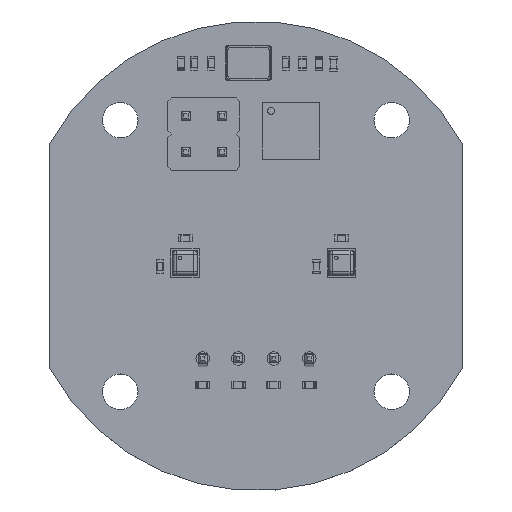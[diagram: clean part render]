
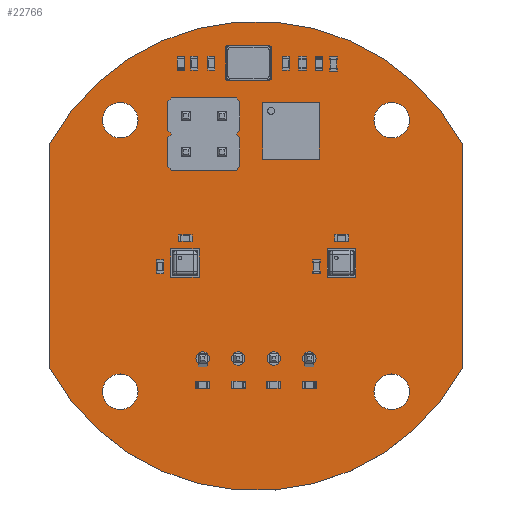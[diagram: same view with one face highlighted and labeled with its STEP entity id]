
A CAD part, top view. The second image highlights one B-rep face of the part: STEP entity #22766.
In plain terms, the highlighted planar face has unit normal (0, 0, 1).
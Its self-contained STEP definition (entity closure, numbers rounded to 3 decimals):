
#22519 = VERTEX_POINT('',#22520);
#22520 = CARTESIAN_POINT('',(122.,-88.62,1.6));
#22526 = EDGE_CURVE('',#22519,#22527,#22529,.T.);
#22527 = VERTEX_POINT('',#22528);
#22528 = CARTESIAN_POINT('',(151.,-88.62,1.6));
#22529 = CIRCLE('',#22530,16.498);
#22530 = AXIS2_PLACEMENT_3D('',#22531,#22532,#22533);
#22531 = CARTESIAN_POINT('',(136.5,-96.49,1.6));
#22532 = DIRECTION('',(0.,0.,-1.));
#22533 = DIRECTION('',(-0.879,0.477,0.));
#22561 = VERTEX_POINT('',#22562);
#22562 = CARTESIAN_POINT('',(122.,-104.381,1.6));
#22568 = EDGE_CURVE('',#22561,#22519,#22569,.T.);
#22569 = LINE('',#22570,#22571);
#22570 = CARTESIAN_POINT('',(122.,-104.381,1.6));
#22571 = VECTOR('',#22572,1.);
#22572 = DIRECTION('',(0.,1.,0.));
#22590 = EDGE_CURVE('',#22527,#22591,#22593,.T.);
#22591 = VERTEX_POINT('',#22592);
#22592 = CARTESIAN_POINT('',(150.998,-104.385,1.6));
#22593 = LINE('',#22594,#22595);
#22594 = CARTESIAN_POINT('',(151.,-88.62,1.6));
#22595 = VECTOR('',#22596,1.);
#22596 = DIRECTION('',(0.,-1.,0.));
#22766 = ADVANCED_FACE('',(#22767,#22779,#22790,#22801,#22812,#22823,
    #22834,#22845,#22856,#22867,#22878,#22889,#22900),#22911,.T.);
#22767 = FACE_BOUND('',#22768,.T.);
#22768 = EDGE_LOOP('',(#22769,#22770,#22771,#22778));
#22769 = ORIENTED_EDGE('',*,*,#22526,.F.);
#22770 = ORIENTED_EDGE('',*,*,#22568,.F.);
#22771 = ORIENTED_EDGE('',*,*,#22772,.F.);
#22772 = EDGE_CURVE('',#22591,#22561,#22773,.T.);
#22773 = CIRCLE('',#22774,16.5);
#22774 = AXIS2_PLACEMENT_3D('',#22775,#22776,#22777);
#22775 = CARTESIAN_POINT('',(136.5,-96.506,1.6));
#22776 = DIRECTION('',(-0.,0.,-1.));
#22777 = DIRECTION('',(0.879,-0.477,-0.));
#22778 = ORIENTED_EDGE('',*,*,#22590,.F.);
#22779 = FACE_BOUND('',#22780,.T.);
#22780 = EDGE_LOOP('',(#22781));
#22781 = ORIENTED_EDGE('',*,*,#22782,.T.);
#22782 = EDGE_CURVE('',#22783,#22783,#22785,.T.);
#22783 = VERTEX_POINT('',#22784);
#22784 = CARTESIAN_POINT('',(126.954,-107.296,1.6));
#22785 = CIRCLE('',#22786,1.25);
#22786 = AXIS2_PLACEMENT_3D('',#22787,#22788,#22789);
#22787 = CARTESIAN_POINT('',(126.954,-106.046,1.6));
#22788 = DIRECTION('',(-0.,0.,-1.));
#22789 = DIRECTION('',(-0.,-1.,0.));
#22790 = FACE_BOUND('',#22791,.T.);
#22791 = EDGE_LOOP('',(#22792));
#22792 = ORIENTED_EDGE('',*,*,#22793,.T.);
#22793 = EDGE_CURVE('',#22794,#22794,#22796,.T.);
#22794 = VERTEX_POINT('',#22795);
#22795 = CARTESIAN_POINT('',(132.75,-104.175,1.6));
#22796 = CIRCLE('',#22797,0.475);
#22797 = AXIS2_PLACEMENT_3D('',#22798,#22799,#22800);
#22798 = CARTESIAN_POINT('',(132.75,-103.7,1.6));
#22799 = DIRECTION('',(-0.,0.,-1.));
#22800 = DIRECTION('',(-0.,-1.,0.));
#22801 = FACE_BOUND('',#22802,.T.);
#22802 = EDGE_LOOP('',(#22803));
#22803 = ORIENTED_EDGE('',*,*,#22804,.T.);
#22804 = EDGE_CURVE('',#22805,#22805,#22807,.T.);
#22805 = VERTEX_POINT('',#22806);
#22806 = CARTESIAN_POINT('',(135.25,-104.175,1.6));
#22807 = CIRCLE('',#22808,0.475);
#22808 = AXIS2_PLACEMENT_3D('',#22809,#22810,#22811);
#22809 = CARTESIAN_POINT('',(135.25,-103.7,1.6));
#22810 = DIRECTION('',(-0.,0.,-1.));
#22811 = DIRECTION('',(-0.,-1.,0.));
#22812 = FACE_BOUND('',#22813,.T.);
#22813 = EDGE_LOOP('',(#22814));
#22814 = ORIENTED_EDGE('',*,*,#22815,.T.);
#22815 = EDGE_CURVE('',#22816,#22816,#22818,.T.);
#22816 = VERTEX_POINT('',#22817);
#22817 = CARTESIAN_POINT('',(137.75,-104.175,1.6));
#22818 = CIRCLE('',#22819,0.475);
#22819 = AXIS2_PLACEMENT_3D('',#22820,#22821,#22822);
#22820 = CARTESIAN_POINT('',(137.75,-103.7,1.6));
#22821 = DIRECTION('',(-0.,0.,-1.));
#22822 = DIRECTION('',(-0.,-1.,0.));
#22823 = FACE_BOUND('',#22824,.T.);
#22824 = EDGE_LOOP('',(#22825));
#22825 = ORIENTED_EDGE('',*,*,#22826,.T.);
#22826 = EDGE_CURVE('',#22827,#22827,#22829,.T.);
#22827 = VERTEX_POINT('',#22828);
#22828 = CARTESIAN_POINT('',(140.25,-104.175,1.6));
#22829 = CIRCLE('',#22830,0.475);
#22830 = AXIS2_PLACEMENT_3D('',#22831,#22832,#22833);
#22831 = CARTESIAN_POINT('',(140.25,-103.7,1.6));
#22832 = DIRECTION('',(-0.,0.,-1.));
#22833 = DIRECTION('',(-0.,-1.,0.));
#22834 = FACE_BOUND('',#22835,.T.);
#22835 = EDGE_LOOP('',(#22836));
#22836 = ORIENTED_EDGE('',*,*,#22837,.T.);
#22837 = EDGE_CURVE('',#22838,#22838,#22840,.T.);
#22838 = VERTEX_POINT('',#22839);
#22839 = CARTESIAN_POINT('',(146.046,-107.296,1.6));
#22840 = CIRCLE('',#22841,1.25);
#22841 = AXIS2_PLACEMENT_3D('',#22842,#22843,#22844);
#22842 = CARTESIAN_POINT('',(146.046,-106.046,1.6));
#22843 = DIRECTION('',(-0.,0.,-1.));
#22844 = DIRECTION('',(-0.,-1.,0.));
#22845 = FACE_BOUND('',#22846,.T.);
#22846 = EDGE_LOOP('',(#22847));
#22847 = ORIENTED_EDGE('',*,*,#22848,.T.);
#22848 = EDGE_CURVE('',#22849,#22849,#22851,.T.);
#22849 = VERTEX_POINT('',#22850);
#22850 = CARTESIAN_POINT('',(126.954,-88.204,1.6));
#22851 = CIRCLE('',#22852,1.25);
#22852 = AXIS2_PLACEMENT_3D('',#22853,#22854,#22855);
#22853 = CARTESIAN_POINT('',(126.954,-86.954,1.6));
#22854 = DIRECTION('',(-0.,0.,-1.));
#22855 = DIRECTION('',(-0.,-1.,0.));
#22856 = FACE_BOUND('',#22857,.T.);
#22857 = EDGE_LOOP('',(#22858));
#22858 = ORIENTED_EDGE('',*,*,#22859,.T.);
#22859 = EDGE_CURVE('',#22860,#22860,#22862,.T.);
#22860 = VERTEX_POINT('',#22861);
#22861 = CARTESIAN_POINT('',(131.56,-89.7,1.6));
#22862 = CIRCLE('',#22863,0.5);
#22863 = AXIS2_PLACEMENT_3D('',#22864,#22865,#22866);
#22864 = CARTESIAN_POINT('',(131.56,-89.2,1.6));
#22865 = DIRECTION('',(-0.,0.,-1.));
#22866 = DIRECTION('',(-0.,-1.,0.));
#22867 = FACE_BOUND('',#22868,.T.);
#22868 = EDGE_LOOP('',(#22869));
#22869 = ORIENTED_EDGE('',*,*,#22870,.T.);
#22870 = EDGE_CURVE('',#22871,#22871,#22873,.T.);
#22871 = VERTEX_POINT('',#22872);
#22872 = CARTESIAN_POINT('',(134.1,-89.7,1.6));
#22873 = CIRCLE('',#22874,0.5);
#22874 = AXIS2_PLACEMENT_3D('',#22875,#22876,#22877);
#22875 = CARTESIAN_POINT('',(134.1,-89.2,1.6));
#22876 = DIRECTION('',(-0.,0.,-1.));
#22877 = DIRECTION('',(-0.,-1.,0.));
#22878 = FACE_BOUND('',#22879,.T.);
#22879 = EDGE_LOOP('',(#22880));
#22880 = ORIENTED_EDGE('',*,*,#22881,.T.);
#22881 = EDGE_CURVE('',#22882,#22882,#22884,.T.);
#22882 = VERTEX_POINT('',#22883);
#22883 = CARTESIAN_POINT('',(131.56,-87.16,1.6));
#22884 = CIRCLE('',#22885,0.5);
#22885 = AXIS2_PLACEMENT_3D('',#22886,#22887,#22888);
#22886 = CARTESIAN_POINT('',(131.56,-86.66,1.6));
#22887 = DIRECTION('',(-0.,0.,-1.));
#22888 = DIRECTION('',(-0.,-1.,0.));
#22889 = FACE_BOUND('',#22890,.T.);
#22890 = EDGE_LOOP('',(#22891));
#22891 = ORIENTED_EDGE('',*,*,#22892,.T.);
#22892 = EDGE_CURVE('',#22893,#22893,#22895,.T.);
#22893 = VERTEX_POINT('',#22894);
#22894 = CARTESIAN_POINT('',(134.1,-87.16,1.6));
#22895 = CIRCLE('',#22896,0.5);
#22896 = AXIS2_PLACEMENT_3D('',#22897,#22898,#22899);
#22897 = CARTESIAN_POINT('',(134.1,-86.66,1.6));
#22898 = DIRECTION('',(-0.,0.,-1.));
#22899 = DIRECTION('',(-0.,-1.,0.));
#22900 = FACE_BOUND('',#22901,.T.);
#22901 = EDGE_LOOP('',(#22902));
#22902 = ORIENTED_EDGE('',*,*,#22903,.T.);
#22903 = EDGE_CURVE('',#22904,#22904,#22906,.T.);
#22904 = VERTEX_POINT('',#22905);
#22905 = CARTESIAN_POINT('',(146.046,-88.204,1.6));
#22906 = CIRCLE('',#22907,1.25);
#22907 = AXIS2_PLACEMENT_3D('',#22908,#22909,#22910);
#22908 = CARTESIAN_POINT('',(146.046,-86.954,1.6));
#22909 = DIRECTION('',(-0.,0.,-1.));
#22910 = DIRECTION('',(-0.,-1.,0.));
#22911 = PLANE('',#22912);
#22912 = AXIS2_PLACEMENT_3D('',#22913,#22914,#22915);
#22913 = CARTESIAN_POINT('',(0.,0.,1.6));
#22914 = DIRECTION('',(0.,0.,1.));
#22915 = DIRECTION('',(1.,0.,-0.));
